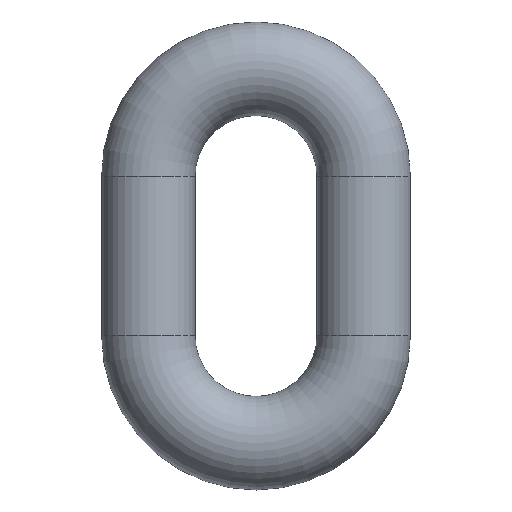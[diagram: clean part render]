
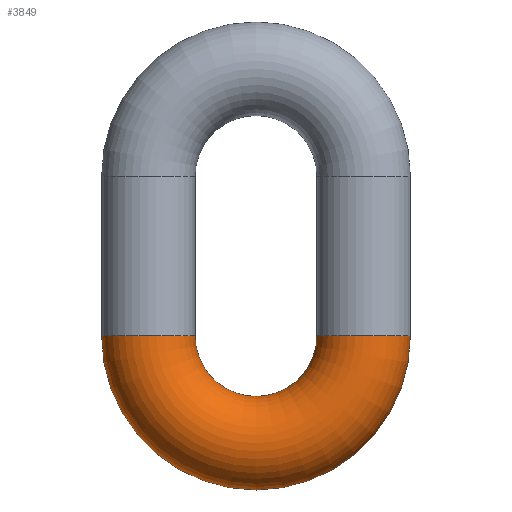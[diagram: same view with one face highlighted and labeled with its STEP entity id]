
A CAD part, front view. The second image highlights one B-rep face of the part: STEP entity #3849.
In plain terms, the highlighted toroidal (fillet/blend) face has major radius 36.8 mm and minor radius 16 mm.
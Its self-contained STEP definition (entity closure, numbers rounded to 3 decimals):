
#1=CARTESIAN_POINT('',(0.,0.,-27.2));
#2=DIRECTION('',(0.,1.,0.));
#3=DIRECTION('',(1.,0.,0.));
#4=AXIS2_PLACEMENT_3D('',#1,#2,#3);
#973=CARTESIAN_POINT('',(-36.8,0.,-27.2));
#974=DIRECTION('',(0.,0.,1.));
#975=DIRECTION('',(-1.,0.,0.));
#976=AXIS2_PLACEMENT_3D('',#973,#974,#975);
#982=CARTESIAN_POINT('',(0.,0.,-27.2));
#983=DIRECTION('',(0.,1.,0.));
#984=DIRECTION('',(1.,0.,0.));
#985=AXIS2_PLACEMENT_3D('',#982,#983,#984);
#996=CARTESIAN_POINT('',(36.8,0.,-27.2));
#997=DIRECTION('',(0.,0.,-1.));
#998=DIRECTION('',(1.,0.,0.));
#999=AXIS2_PLACEMENT_3D('',#996,#997,#998);
#2733=CARTESIAN_POINT('',(20.8,0.,-27.2));
#2734=CARTESIAN_POINT('',(52.8,0.,-27.2));
#2735=VERTEX_POINT('',#2733);
#2736=VERTEX_POINT('',#2734);
#2737=CARTESIAN_POINT('',(-20.8,0.,-27.2));
#2738=CARTESIAN_POINT('',(-52.8,0.,-27.2));
#2739=VERTEX_POINT('',#2737);
#2740=VERTEX_POINT('',#2738);
#3837=CARTESIAN_POINT('',(0.,0.,-27.2));
#3838=DIRECTION('',(0.,1.,0.));
#3839=DIRECTION('',(-1.,0.,0.));
#3840=AXIS2_PLACEMENT_3D('',#3837,#3838,#3839);
#3841=TOROIDAL_SURFACE('',#3840,36.8,16.);
#3843=ORIENTED_EDGE('',*,*,#3842,.F.);
#3844=ORIENTED_EDGE('',*,*,#3358,.T.);
#3845=ORIENTED_EDGE('',*,*,#3828,.T.);
#3846=ORIENTED_EDGE('',*,*,#3354,.F.);
#3847=EDGE_LOOP('',(#3843,#3844,#3845,#3846));
#3848=FACE_OUTER_BOUND('',#3847,.F.);
#3849=ADVANCED_FACE('',(#3848),#3841,.T.);
#5=CIRCLE('',#4,20.8);
#977=CIRCLE('',#976,16.);
#986=CIRCLE('',#985,52.8);
#1000=CIRCLE('',#999,16.);
#3354=EDGE_CURVE('',#2735,#2739,#5,.T.);
#3358=EDGE_CURVE('',#2736,#2740,#986,.T.);
#3828=EDGE_CURVE('',#2740,#2739,#977,.T.);
#3842=EDGE_CURVE('',#2736,#2735,#1000,.T.);
